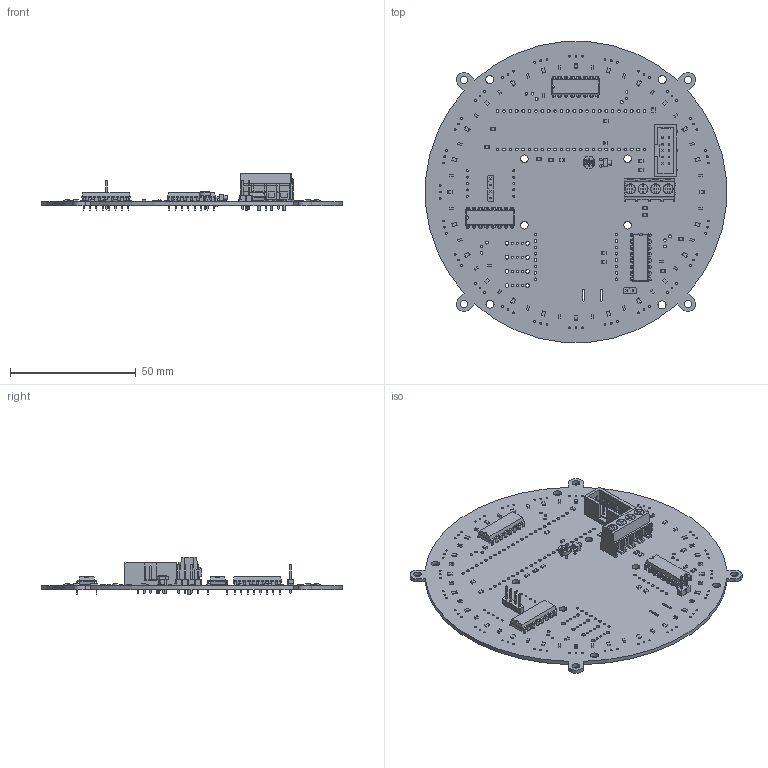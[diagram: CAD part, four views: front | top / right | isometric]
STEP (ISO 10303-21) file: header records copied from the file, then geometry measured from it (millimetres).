
FILE_DESCRIPTION(('KiCad electronic assembly'),'2;1');
FILE_NAME('Roboballers Pcb.step','2024-12-01T20:19:15',('Pcbnew'),( 'Kicad'),'Open CASCADE STEP processor 7.8','KiCad to STEP converter' ,'Unknown');
FILE_SCHEMA(('AUTOMOTIVE_DESIGN { 1 0 10303 214 1 1 1 1 }'));
Length unit declared in the file: millimetre
Products named in the file (20): Roboballers Pcb 1; R_0805_2012Metric; C_0603_1608Metric; DIP-16_W7.62mm; LED_D1.8mm_W1.8mm_H2.4mm_Horizontal_O1.27mm_Z1.6mm; IDC-Header_2x05_P2.54mm_Vertical; IDC_Header_2x05_P254mm_Vertical; R_LDR_4.9x4.2mm_P2.54mm_Vertical; PinHeader_1x04_P2.54mm_Vertical; PinHeader_1x04_P254mm_Vertical; PinHeader_1x02_P2.54mm_Vertical; PinHeader_1x02_P254mm_Vertical; TerminalBlock_Phoenix_PT-1,5-4-5.0-H_1x04_P5.00mm_Horizontal; TerminalBlock_Phoenix_PT_15_4_50_H_1x04_P500mm_Horizontal; Roboballers Pcb_PCB
Assembly tree (86 placements, depth 3):
  Roboballers Pcb 1
    R_0805_2012Metric  x39
      R_0805_2012Metric
    C_0603_1608Metric  x28
      C_0603_1608Metric
    DIP-16_W7.62mm  x3
      DIP-16_W7.62mm
    LED_D1.8mm_W1.8mm_H2.4mm_Horizontal_O1.27mm_Z1.6mm
      LED_D1.8mm_W1.8mm_H2.4mm_Horizontal_O1.27mm_Z1.6mm
    IDC-Header_2x05_P2.54mm_Vertical
      IDC_Header_2x05_P254mm_Vertical
    R_LDR_4.9x4.2mm_P2.54mm_Vertical
      R_LDR_4.9x4.2mm_P2.54mm_Vertical
    PinHeader_1x04_P2.54mm_Vertical
      PinHeader_1x04_P254mm_Vertical
    PinHeader_1x02_P2.54mm_Vertical
      PinHeader_1x02_P254mm_Vertical
    TerminalBlock_Phoenix_PT-1,5-4-5.0-H_1x04_P5.00mm_Horizontal
      TerminalBlock_Phoenix_PT_15_4_50_H_1x04_P500mm_Horizontal
    Roboballers Pcb_PCB
Bounding box: 119.6 x 119.6 x 15 mm (x, y, z)
Volume: 21420.9 mm3; surface area: 30304.4 mm2
Topology: 78 solids, 78 shells, 3619 faces, 9526 edges, 6176 vertices
Faces by surface type: plane 2455, cylinder 1080, bspline 84
Full cylindrical faces by diameter (mm): 0.5 x4, 0.711 x69, 0.762 x10, 0.787 x12, 0.8 x50, 0.9 x2, 1 x30, 1.02 x16, 1.1 x48, 1.2 x4, 1.3 x4, 1.499 x8, 1.8 x1, 2.2 x4, 3 x8, 3.2 x4, 3.8 x4, 4 x4
Entity records: 49458 total; most frequent: CARTESIAN_POINT 7476, DIRECTION 6967, ORIENTED_EDGE 6908, EDGE_CURVE 3454, LINE 2635, VECTOR 2635, VERTEX_POINT 2228, AXIS2_PLACEMENT_3D 2166
